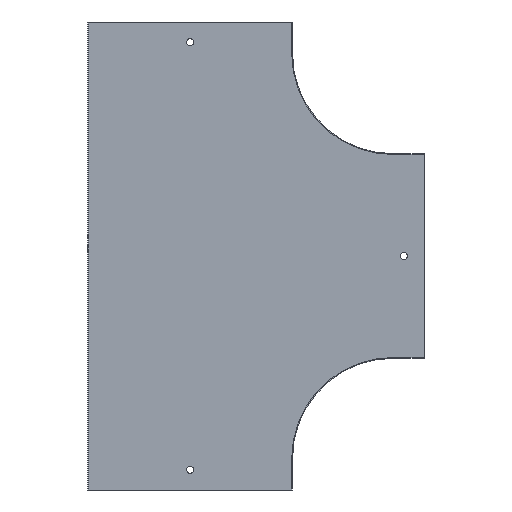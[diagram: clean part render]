
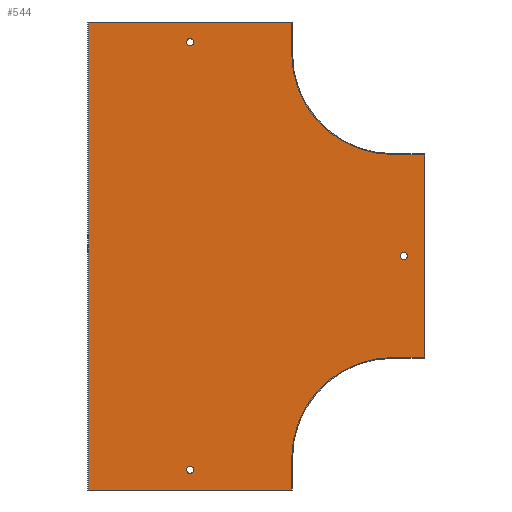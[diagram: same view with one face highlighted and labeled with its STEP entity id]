
A CAD part, front view. The second image highlights one B-rep face of the part: STEP entity #544.
In plain terms, the highlighted planar face has unit normal (0, -1, 0).
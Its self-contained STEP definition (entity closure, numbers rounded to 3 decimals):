
#12 = VECTOR ( 'NONE', #72, 1000. ) ;
#17 = LINE ( 'NONE', #45, #12 ) ;
#20 = CIRCLE ( 'NONE', #309, 3.5 ) ;
#22 = CIRCLE ( 'NONE', #310, 3.5 ) ;
#27 = CARTESIAN_POINT ( 'NONE',  ( 200., 0., -431. ) ) ;
#45 = CARTESIAN_POINT ( 'NONE',  ( 100.2, 0., 0. ) ) ;
#46 = CARTESIAN_POINT ( 'NONE',  ( 100.2, 0., -462. ) ) ;
#47 = CARTESIAN_POINT ( 'NONE',  ( 231., 0., -331.2 ) ) ;
#50 = DIRECTION ( 'NONE',  ( 0., 1., 0. ) ) ;
#62 = CARTESIAN_POINT ( 'NONE',  ( 100.2, 0., -431. ) ) ;
#66 = DIRECTION ( 'NONE',  ( 0., 0., 1. ) ) ;
#67 = DIRECTION ( 'NONE',  ( 0., 1., 0. ) ) ;
#68 = CARTESIAN_POINT ( 'NONE',  ( 211., 0., -231. ) ) ;
#72 = DIRECTION ( 'NONE',  ( 0., 0., 1. ) ) ;
#73 = CARTESIAN_POINT ( 'NONE',  ( 100.2, 0., 0. ) ) ;
#75 = DIRECTION ( 'NONE',  ( 0., 0., 1. ) ) ;
#77 = CARTESIAN_POINT ( 'NONE',  ( 200., 0., -130.8 ) ) ;
#78 = DIRECTION ( 'NONE',  ( 0., 0., -1. ) ) ;
#79 = DIRECTION ( 'NONE',  ( 0., 1., 0. ) ) ;
#80 = CARTESIAN_POINT ( 'NONE',  ( 0., 0., -442. ) ) ;
#81 = DIRECTION ( 'NONE',  ( 1., 0., 0. ) ) ;
#82 = CARTESIAN_POINT ( 'NONE',  ( 0., 0., -130.8 ) ) ;
#84 = EDGE_CURVE ( 'NONE', #441, #760, #414, .T. ) ;
#85 = EDGE_CURVE ( 'NONE', #442, #755, #412, .T. ) ;
#87 = EDGE_CURVE ( 'NONE', #400, #400, #22, .T. ) ;
#89 = EDGE_CURVE ( 'NONE', #407, #407, #20, .T. ) ;
#92 = EDGE_CURVE ( 'NONE', #453, #442, #17, .T. ) ;
#116 = CARTESIAN_POINT ( 'NONE',  ( 0., 0., 0. ) ) ;
#118 = PLANE ( 'NONE',  #293 ) ;
#123 = DIRECTION ( 'NONE',  ( 0., 1., 0. ) ) ;
#174 = DIRECTION ( 'NONE',  ( 0., 0., 1. ) ) ;
#210 = DIRECTION ( 'NONE',  ( 0., 0., 1. ) ) ;
#234 = FACE_BOUND ( 'NONE', #504, .T. ) ;
#240 = FACE_BOUND ( 'NONE', #507, .T. ) ;
#242 = FACE_OUTER_BOUND ( 'NONE', #508, .T. ) ;
#245 = FACE_BOUND ( 'NONE', #509, .T. ) ;
#261 = VECTOR ( 'NONE', #174, 1000. ) ;
#265 = LINE ( 'NONE', #531, #261 ) ;
#275 = CARTESIAN_POINT ( 'NONE',  ( 100.2, 0., 0. ) ) ;
#276 = DIRECTION ( 'NONE',  ( 0., -1., 0. ) ) ;
#277 = DIRECTION ( 'NONE',  ( 0., 0., 1. ) ) ;
#279 = CARTESIAN_POINT ( 'NONE',  ( 200., 0., -31. ) ) ;
#280 = DIRECTION ( 'NONE',  ( 0., 1., 0. ) ) ;
#281 = DIRECTION ( 'NONE',  ( 0., 0., 1. ) ) ;
#284 = CARTESIAN_POINT ( 'NONE',  ( 0., 0., -20. ) ) ;
#293 = AXIS2_PLACEMENT_3D ( 'NONE', #116, #123, #210 ) ;
#309 = AXIS2_PLACEMENT_3D ( 'NONE', #68, #67, #66 ) ;
#310 = AXIS2_PLACEMENT_3D ( 'NONE', #80, #79, #78 ) ;
#355 = VECTOR ( 'NONE', #463, 1000. ) ;
#372 = CIRCLE ( 'NONE', #719, 99.8 ) ;
#382 = CIRCLE ( 'NONE', #713, 3.5 ) ;
#383 = VERTEX_POINT ( 'NONE', #646 ) ;
#388 = LINE ( 'NONE', #638, #398 ) ;
#392 = VECTOR ( 'NONE', #639, 1000. ) ;
#393 = VECTOR ( 'NONE', #466, 1000. ) ;
#394 = LINE ( 'NONE', #473, #409 ) ;
#398 = VECTOR ( 'NONE', #604, 1000. ) ;
#400 = VERTEX_POINT ( 'NONE', #601 ) ;
#407 = VERTEX_POINT ( 'NONE', #649 ) ;
#408 = LINE ( 'NONE', #467, #393 ) ;
#409 = VECTOR ( 'NONE', #609, 1000. ) ;
#410 = LINE ( 'NONE', #636, #392 ) ;
#411 = LINE ( 'NONE', #275, #355 ) ;
#412 = CIRCLE ( 'NONE', #558, 99.8 ) ;
#413 = VECTOR ( 'NONE', #81, 1000. ) ;
#414 = LINE ( 'NONE', #82, #413 ) ;
#441 = VERTEX_POINT ( 'NONE', #77 ) ;
#442 = VERTEX_POINT ( 'NONE', #62 ) ;
#443 = VERTEX_POINT ( 'NONE', #73 ) ;
#452 = VERTEX_POINT ( 'NONE', #47 ) ;
#453 = VERTEX_POINT ( 'NONE', #46 ) ;
#463 = DIRECTION ( 'NONE',  ( 0., 0., -1. ) ) ;
#466 = DIRECTION ( 'NONE',  ( 1., 0., 0. ) ) ;
#467 = CARTESIAN_POINT ( 'NONE',  ( 0., 0., -331.2 ) ) ;
#473 = CARTESIAN_POINT ( 'NONE',  ( 0., 0., 0. ) ) ;
#490 = EDGE_CURVE ( 'NONE', #452, #760, #265, .T. ) ;
#504 = EDGE_LOOP ( 'NONE', ( #762 ) ) ;
#507 = EDGE_LOOP ( 'NONE', ( #825 ) ) ;
#508 = EDGE_LOOP ( 'NONE', ( #821, #811, #813, #812, #798, #804, #805, #807, #808, #809 ) ) ;
#509 = EDGE_LOOP ( 'NONE', ( #810 ) ) ;
#531 = CARTESIAN_POINT ( 'NONE',  ( 231., 0., 0. ) ) ;
#544 = ADVANCED_FACE ( 'NONE', ( #234, #242, #245, #240 ), #118, .F. ) ;
#558 = AXIS2_PLACEMENT_3D ( 'NONE', #27, #50, #75 ) ;
#592 = EDGE_CURVE ( 'NONE', #755, #452, #408, .T. ) ;
#593 = EDGE_CURVE ( 'NONE', #383, #383, #382, .T. ) ;
#594 = EDGE_CURVE ( 'NONE', #753, #441, #372, .T. ) ;
#596 = EDGE_CURVE ( 'NONE', #443, #753, #411, .T. ) ;
#597 = EDGE_CURVE ( 'NONE', #747, #443, #394, .T. ) ;
#598 = EDGE_CURVE ( 'NONE', #746, #747, #410, .T. ) ;
#599 = EDGE_CURVE ( 'NONE', #746, #453, #388, .T. ) ;
#600 = CARTESIAN_POINT ( 'NONE',  ( -100.2, 0., 0. ) ) ;
#601 = CARTESIAN_POINT ( 'NONE',  ( 0., 0., -445.5 ) ) ;
#604 = DIRECTION ( 'NONE',  ( 1., 0., 0. ) ) ;
#605 = CARTESIAN_POINT ( 'NONE',  ( -100.2, 0., -462. ) ) ;
#609 = DIRECTION ( 'NONE',  ( 1., 0., 0. ) ) ;
#616 = CARTESIAN_POINT ( 'NONE',  ( 231., 0., -130.8 ) ) ;
#631 = CARTESIAN_POINT ( 'NONE',  ( 200., 0., -331.2 ) ) ;
#636 = CARTESIAN_POINT ( 'NONE',  ( -100.2, 0., 0. ) ) ;
#638 = CARTESIAN_POINT ( 'NONE',  ( 0., 0., -462. ) ) ;
#639 = DIRECTION ( 'NONE',  ( 0., 0., 1. ) ) ;
#640 = CARTESIAN_POINT ( 'NONE',  ( 100.2, 0., -31. ) ) ;
#646 = CARTESIAN_POINT ( 'NONE',  ( 0., 0., -16.5 ) ) ;
#649 = CARTESIAN_POINT ( 'NONE',  ( 211., 0., -227.5 ) ) ;
#713 = AXIS2_PLACEMENT_3D ( 'NONE', #284, #280, #281 ) ;
#719 = AXIS2_PLACEMENT_3D ( 'NONE', #279, #276, #277 ) ;
#746 = VERTEX_POINT ( 'NONE', #605 ) ;
#747 = VERTEX_POINT ( 'NONE', #600 ) ;
#753 = VERTEX_POINT ( 'NONE', #640 ) ;
#755 = VERTEX_POINT ( 'NONE', #631 ) ;
#760 = VERTEX_POINT ( 'NONE', #616 ) ;
#762 = ORIENTED_EDGE ( 'NONE', *, *, #89, .T. ) ;
#798 = ORIENTED_EDGE ( 'NONE', *, *, #594, .F. ) ;
#804 = ORIENTED_EDGE ( 'NONE', *, *, #596, .F. ) ;
#805 = ORIENTED_EDGE ( 'NONE', *, *, #597, .F. ) ;
#807 = ORIENTED_EDGE ( 'NONE', *, *, #598, .F. ) ;
#808 = ORIENTED_EDGE ( 'NONE', *, *, #599, .T. ) ;
#809 = ORIENTED_EDGE ( 'NONE', *, *, #92, .T. ) ;
#810 = ORIENTED_EDGE ( 'NONE', *, *, #593, .T. ) ;
#811 = ORIENTED_EDGE ( 'NONE', *, *, #592, .T. ) ;
#812 = ORIENTED_EDGE ( 'NONE', *, *, #84, .F. ) ;
#813 = ORIENTED_EDGE ( 'NONE', *, *, #490, .T. ) ;
#821 = ORIENTED_EDGE ( 'NONE', *, *, #85, .T. ) ;
#825 = ORIENTED_EDGE ( 'NONE', *, *, #87, .T. ) ;
